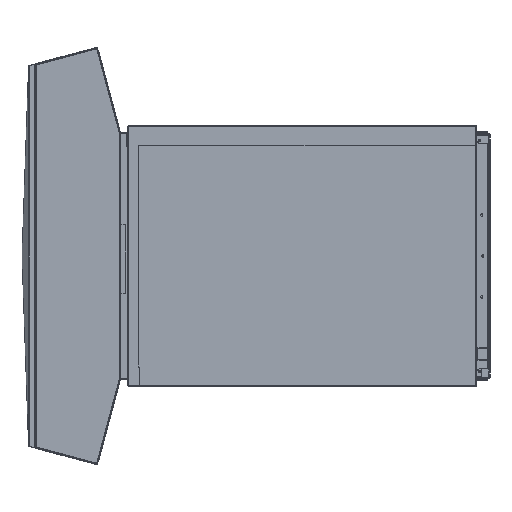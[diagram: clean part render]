
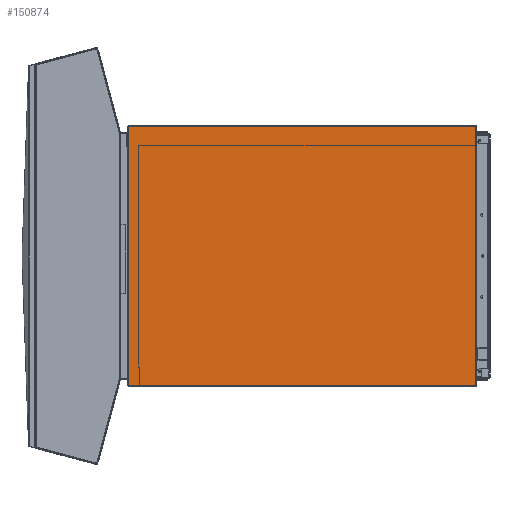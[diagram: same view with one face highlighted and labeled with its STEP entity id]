
A CAD part, left-side view. The second image highlights one B-rep face of the part: STEP entity #150874.
In plain terms, the highlighted planar face has unit normal (-1, 0, 0).
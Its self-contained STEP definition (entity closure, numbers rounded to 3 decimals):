
#29275=DIRECTION('',(0.,0.,-1.));
#29276=VECTOR('',#29275,791.8);
#29277=CARTESIAN_POINT('',(-46.5,44.65,771.9));
#29278=LINE('',#29277,#29276);
#29361=DIRECTION('',(0.,-1.,0.));
#29362=VECTOR('',#29361,1061.8);
#29363=CARTESIAN_POINT('',(-46.5,1106.45,771.9));
#29364=LINE('',#29363,#29362);
#29515=DIRECTION('',(0.,0.,1.));
#29516=VECTOR('',#29515,791.8);
#29517=CARTESIAN_POINT('',(-46.5,1106.45,-19.9));
#29518=LINE('',#29517,#29516);
#29627=DIRECTION('',(0.,1.,0.));
#29628=VECTOR('',#29627,1061.8);
#29629=CARTESIAN_POINT('',(-46.5,44.65,-19.9));
#29630=LINE('',#29629,#29628);
#110409=CARTESIAN_POINT('',(-46.5,1106.45,-19.9));
#110410=CARTESIAN_POINT('',(-46.5,1106.45,771.9));
#110411=VERTEX_POINT('',#110409);
#110412=VERTEX_POINT('',#110410);
#110413=CARTESIAN_POINT('',(-46.5,44.65,771.9));
#110414=VERTEX_POINT('',#110413);
#110415=CARTESIAN_POINT('',(-46.5,44.65,-19.9));
#110416=VERTEX_POINT('',#110415);
#150860=CARTESIAN_POINT('',(-46.5,575.55,376.));
#150861=DIRECTION('',(1.,0.,0.));
#150862=DIRECTION('',(0.,0.,-1.));
#150863=AXIS2_PLACEMENT_3D('',#150860,#150861,#150862);
#150864=PLANE('',#150863);
#150866=ORIENTED_EDGE('',*,*,#150865,.T.);
#150867=ORIENTED_EDGE('',*,*,#150828,.T.);
#150869=ORIENTED_EDGE('',*,*,#150868,.T.);
#150871=ORIENTED_EDGE('',*,*,#150870,.T.);
#150872=EDGE_LOOP('',(#150866,#150867,#150869,#150871));
#150873=FACE_OUTER_BOUND('',#150872,.F.);
#150874=ADVANCED_FACE('',(#150873),#150864,.F.);
#150828=EDGE_CURVE('',#110414,#110416,#29278,.T.);
#150865=EDGE_CURVE('',#110412,#110414,#29364,.T.);
#150868=EDGE_CURVE('',#110416,#110411,#29630,.T.);
#150870=EDGE_CURVE('',#110411,#110412,#29518,.T.);
